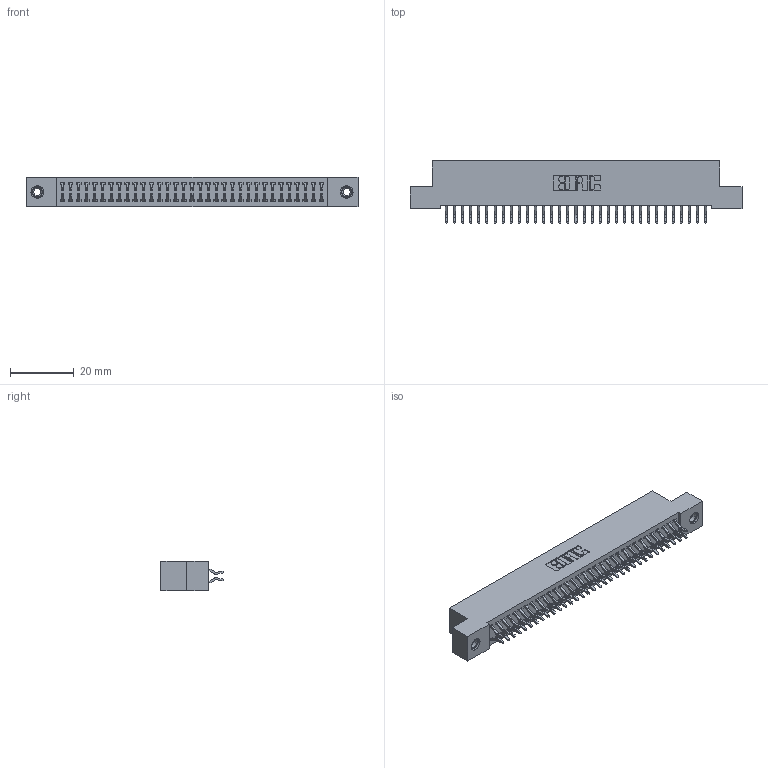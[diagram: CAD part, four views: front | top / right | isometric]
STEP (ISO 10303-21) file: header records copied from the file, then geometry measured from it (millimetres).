
FILE_DESCRIPTION (( 'STEP AP203' ), '1' );
FILE_NAME ('392-066-556-208.STEP', '2018-08-17T22:27:24', ( '' ), ( '' ), 'SwSTEP 2.0', 'SolidWorks 2016', '' );
FILE_SCHEMA (( 'CONFIG_CONTROL_DESIGN' ));
Length unit declared in the file: inch
Products named in the file (4): 342 Part_TI; 345-292-001_556 Tail; 345-250-001_345-250-003-102; 392-066-556-208
Assembly tree (69 placements, depth 2):
  392-066-556-208
    342 Part_TI
    345-292-001_556 Tail  x66
    345-250-001_345-250-003-102  x2
Bounding box: 104.14 x 19.58 x 9.4 mm (x, y, z)
Volume: 9307 mm3; surface area: 14874 mm2
Topology: 69 solids, 69 shells, 3998 faces, 11853 edges, 7806 vertices
Faces by surface type: plane 2738, cylinder 1244, cone 12, torus 4
Entity records: 23668 total; most frequent: CARTESIAN_POINT 3929, ORIENTED_EDGE 3846, DIRECTION 3393, EDGE_CURVE 1923, VECTOR 1767, LINE 1767, VERTEX_POINT 1276, AXIS2_PLACEMENT_3D 813
